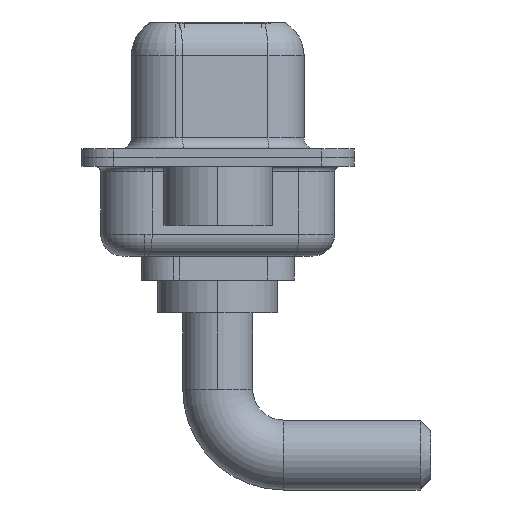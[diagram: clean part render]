
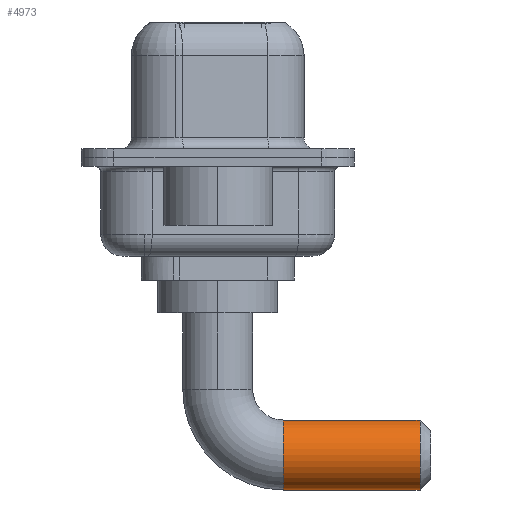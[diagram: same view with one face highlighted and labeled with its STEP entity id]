
A CAD part, left-side view. The second image highlights one B-rep face of the part: STEP entity #4973.
In plain terms, the highlighted cylindrical face has radius 1.6 mm (diameter 3.2 mm), a partial arc.
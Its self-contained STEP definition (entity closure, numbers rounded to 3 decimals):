
#501 = AXIS2_PLACEMENT_3D ( 'NONE', #10298, #5462, #1155 ) ;
#539 = CARTESIAN_POINT ( 'NONE',  ( 0., -9.25, -6.5 ) ) ;
#1155 = DIRECTION ( 'NONE',  ( -1., 0., 0. ) ) ;
#1818 = CIRCLE ( 'NONE', #6334, 1.6 ) ;
#2013 = ORIENTED_EDGE ( 'NONE', *, *, #10143, .T. ) ;
#2281 = LINE ( 'NONE', #10548, #12117 ) ;
#2389 = CARTESIAN_POINT ( 'NONE',  ( 0., -3., -6.5 ) ) ;
#2454 = CIRCLE ( 'NONE', #501, 1.6 ) ;
#3632 = DIRECTION ( 'NONE',  ( 0., -1., 0. ) ) ;
#3729 = VECTOR ( 'NONE', #3632, 1000. ) ;
#4046 = VERTEX_POINT ( 'NONE', #8875 ) ;
#4527 = DIRECTION ( 'NONE',  ( 0., -1., 0. ) ) ;
#4752 = ORIENTED_EDGE ( 'NONE', *, *, #6021, .T. ) ;
#4973 = ADVANCED_FACE ( 'NONE', ( #7627 ), #11720, .T. ) ;
#5131 = VERTEX_POINT ( 'NONE', #6004 ) ;
#5462 = DIRECTION ( 'NONE',  ( 0., -1., 0. ) ) ;
#5557 = DIRECTION ( 'NONE',  ( 0., 0., -1. ) ) ;
#6004 = CARTESIAN_POINT ( 'NONE',  ( 0., -3., -8.1 ) ) ;
#6021 = EDGE_CURVE ( 'NONE', #4046, #11076, #1818, .T. ) ;
#6314 = AXIS2_PLACEMENT_3D ( 'NONE', #2389, #4527, #5557 ) ;
#6334 = AXIS2_PLACEMENT_3D ( 'NONE', #539, #12941, #9854 ) ;
#6352 = EDGE_CURVE ( 'NONE', #10724, #11076, #2281, .T. ) ;
#6383 = DIRECTION ( 'NONE',  ( 0., -1., 0. ) ) ;
#7627 = FACE_OUTER_BOUND ( 'NONE', #8213, .T. ) ;
#7775 = ORIENTED_EDGE ( 'NONE', *, *, #12472, .T. ) ;
#7951 = ORIENTED_EDGE ( 'NONE', *, *, #6352, .F. ) ;
#8213 = EDGE_LOOP ( 'NONE', ( #7951, #2013, #7775, #4752 ) ) ;
#8673 = LINE ( 'NONE', #10965, #3729 ) ;
#8875 = CARTESIAN_POINT ( 'NONE',  ( 0., -9.25, -8.1 ) ) ;
#9854 = DIRECTION ( 'NONE',  ( 0., 0., -1. ) ) ;
#10143 = EDGE_CURVE ( 'NONE', #10724, #5131, #2454, .T. ) ;
#10195 = CARTESIAN_POINT ( 'NONE',  ( 0., -9.25, -4.9 ) ) ;
#10298 = CARTESIAN_POINT ( 'NONE',  ( 0., -3., -6.5 ) ) ;
#10548 = CARTESIAN_POINT ( 'NONE',  ( 0., -3., -4.9 ) ) ;
#10724 = VERTEX_POINT ( 'NONE', #11682 ) ;
#10965 = CARTESIAN_POINT ( 'NONE',  ( 0., -3., -8.1 ) ) ;
#11076 = VERTEX_POINT ( 'NONE', #10195 ) ;
#11682 = CARTESIAN_POINT ( 'NONE',  ( 0., -3., -4.9 ) ) ;
#11720 = CYLINDRICAL_SURFACE ( 'NONE', #6314, 1.6 ) ;
#12117 = VECTOR ( 'NONE', #6383, 1000. ) ;
#12472 = EDGE_CURVE ( 'NONE', #5131, #4046, #8673, .T. ) ;
#12941 = DIRECTION ( 'NONE',  ( 0., 1., 0. ) ) ;
